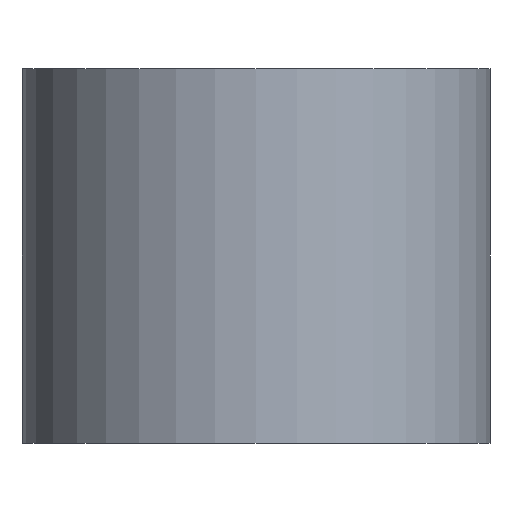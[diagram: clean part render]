
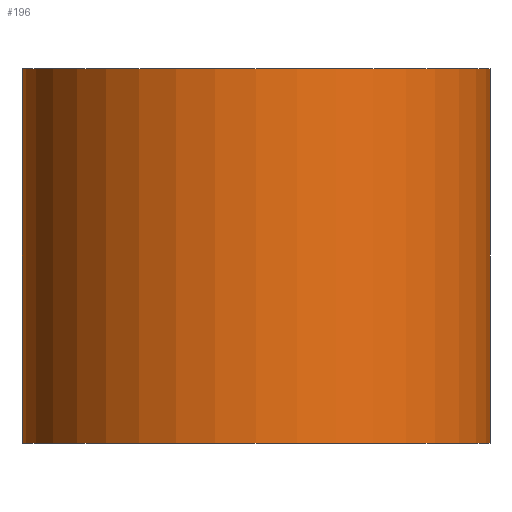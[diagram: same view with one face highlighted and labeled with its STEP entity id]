
A CAD part, front view. The second image highlights one B-rep face of the part: STEP entity #196.
In plain terms, the highlighted cylindrical face has radius 5 mm (diameter 10 mm), a partial arc.
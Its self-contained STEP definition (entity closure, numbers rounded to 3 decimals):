
#36=FACE_OUTER_BOUND('',#50,.T.);
#50=EDGE_LOOP('',(#165,#166,#167,#168));
#62=LINE('',#331,#74);
#68=LINE('',#346,#80);
#74=VECTOR('',#274,10.);
#80=VECTOR('',#288,10.);
#91=CIRCLE('',#233,5.);
#92=CIRCLE('',#234,5.);
#102=VERTEX_POINT('',#328);
#103=VERTEX_POINT('',#330);
#107=VERTEX_POINT('',#342);
#108=VERTEX_POINT('',#344);
#122=EDGE_CURVE('',#102,#103,#62,.T.);
#130=EDGE_CURVE('',#107,#108,#68,.T.);
#131=EDGE_CURVE('',#102,#107,#91,.T.);
#132=EDGE_CURVE('',#103,#108,#92,.T.);
#165=ORIENTED_EDGE('',*,*,#131,.T.);
#166=ORIENTED_EDGE('',*,*,#130,.T.);
#167=ORIENTED_EDGE('',*,*,#132,.F.);
#168=ORIENTED_EDGE('',*,*,#122,.F.);
#186=CYLINDRICAL_SURFACE('',#232,5.);
#196=ADVANCED_FACE('',(#36),#186,.T.);
#232=AXIS2_PLACEMENT_3D('',#347,#289,#290);
#233=AXIS2_PLACEMENT_3D('',#348,#291,#292);
#234=AXIS2_PLACEMENT_3D('',#349,#293,#294);
#274=DIRECTION('',(0.,0.,-1.));
#288=DIRECTION('',(0.,0.,-1.));
#289=DIRECTION('center_axis',(0.,0.,-1.));
#290=DIRECTION('ref_axis',(1.,0.,0.));
#291=DIRECTION('center_axis',(0.,0.,-1.));
#292=DIRECTION('ref_axis',(1.,0.,0.));
#293=DIRECTION('center_axis',(0.,0.,-1.));
#294=DIRECTION('ref_axis',(1.,0.,0.));
#328=CARTESIAN_POINT('',(-190.,-104.05,0.));
#330=CARTESIAN_POINT('',(-190.,-104.05,-8.));
#331=CARTESIAN_POINT('',(-190.,-104.05,0.));
#342=CARTESIAN_POINT('',(-200.,-104.05,0.));
#344=CARTESIAN_POINT('',(-200.,-104.05,-8.));
#346=CARTESIAN_POINT('',(-200.,-104.05,0.));
#347=CARTESIAN_POINT('Origin',(-195.,-104.05,0.));
#348=CARTESIAN_POINT('Origin',(-195.,-104.05,0.));
#349=CARTESIAN_POINT('Origin',(-195.,-104.05,-8.));
